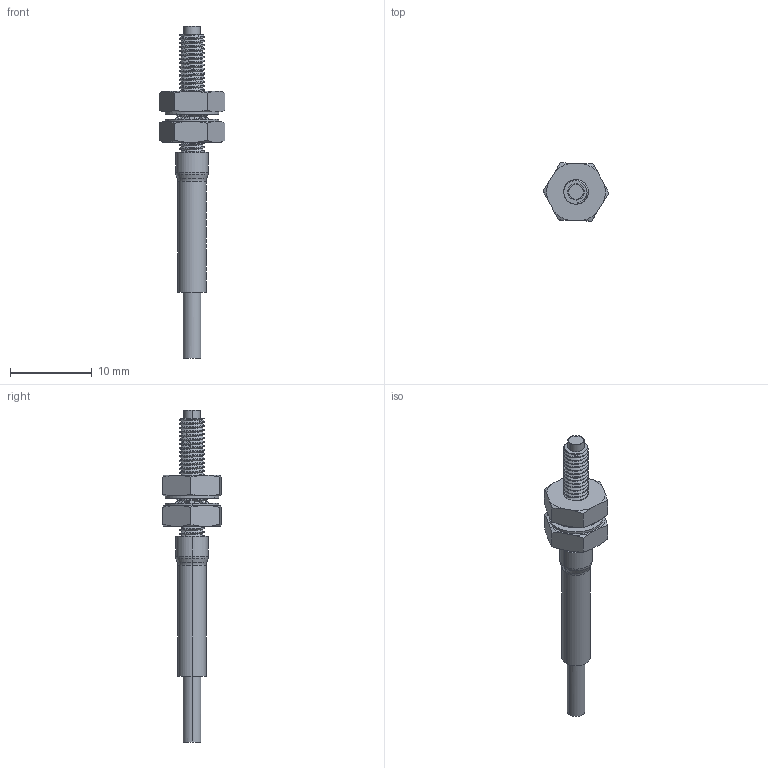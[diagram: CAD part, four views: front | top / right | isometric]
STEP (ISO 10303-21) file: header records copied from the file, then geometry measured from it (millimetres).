
FILE_DESCRIPTION((''),'2;1');
FILE_NAME('PRT0004','2022-02-22T',('EDY'),(''),'CREO PARAMETRIC BY PTC INC, 2018070','CREO PARAMETRIC BY PTC INC, 2018070','');
FILE_SCHEMA(('CONFIG_CONTROL_DESIGN'));
Length unit declared in the file: millimetre
Products named in the file (1): PRT0004
Bounding box: 8.08 x 7.15 x 40.69 mm (x, y, z)
Volume: 453.8 mm3; surface area: 1049.6 mm2
Topology: 2 solids, 2 shells, 252 faces, 830 edges, 573 vertices
Faces by surface type: plane 109, cylinder 101, cone 30, torus 6, bspline 4, extrusion 2
Entity records: 22254 total; most frequent: CARTESIAN_POINT 12142, ORIENTED_EDGE 1660, DIRECTION 1238, EDGE_CURVE 830, VERTEX_POINT 573, FILL_AREA_STYLE_COLOUR 504, FILL_AREA_STYLE 504, SURFACE_STYLE_FILL_AREA 504
